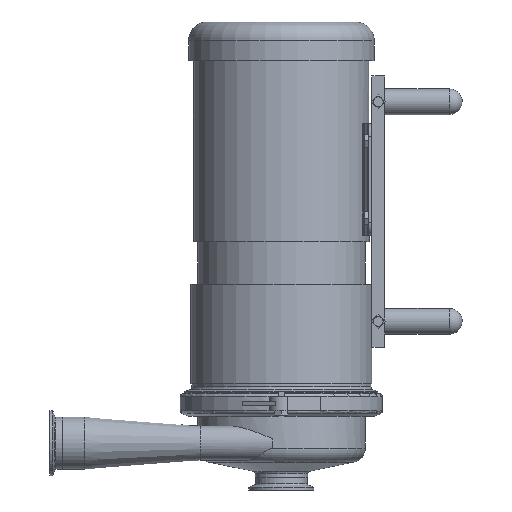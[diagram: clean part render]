
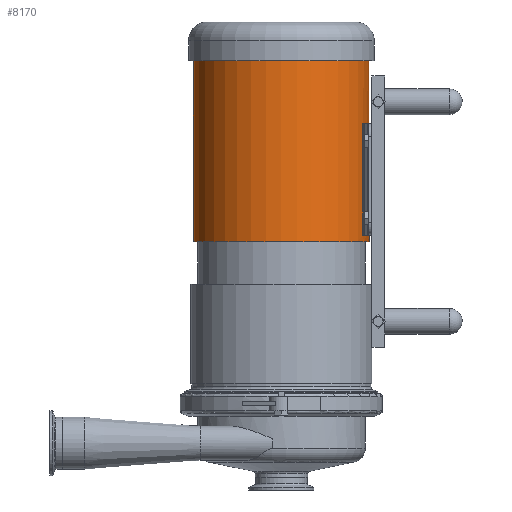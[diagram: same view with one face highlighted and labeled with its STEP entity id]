
A CAD part, left-side view. The second image highlights one B-rep face of the part: STEP entity #8170.
In plain terms, the highlighted cylindrical face has radius 86.487 mm (diameter 172.974 mm), a full revolution.
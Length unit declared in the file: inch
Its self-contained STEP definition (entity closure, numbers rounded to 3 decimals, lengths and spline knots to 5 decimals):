
#48=FACE_BOUND('',#1618,.T.);
#272=CYLINDRICAL_SURFACE('',#8912,3.405);
#605=CIRCLE('',#8866,3.405);
#606=CIRCLE('',#8867,3.405);
#609=CIRCLE('',#8871,3.405);
#610=CIRCLE('',#8872,3.405);
#633=CIRCLE('',#8913,3.405);
#634=CIRCLE('',#8914,3.405);
#635=CIRCLE('',#8915,3.405);
#636=CIRCLE('',#8916,3.405);
#637=CIRCLE('',#8917,3.405);
#638=CIRCLE('',#8918,3.405);
#1159=FACE_OUTER_BOUND('',#1617,.T.);
#1617=EDGE_LOOP('',(#6858,#6859,#6860,#6861,#6862,#6863,#6864,#6865,#6866,
#6867,#6868,#6869,#6870,#6871));
#1618=EDGE_LOOP('',(#6872,#6873,#6874,#6875));
#2225=LINE('',#14003,#2868);
#2253=LINE('',#14091,#2896);
#2254=LINE('',#14096,#2897);
#2255=LINE('',#14100,#2898);
#2256=LINE('',#14103,#2899);
#2257=LINE('',#14107,#2900);
#2868=VECTOR('',#10837,0.3937);
#2896=VECTOR('',#10921,0.3937);
#2897=VECTOR('',#10928,3.405);
#2898=VECTOR('',#10931,0.3937);
#2899=VECTOR('',#10934,3.405);
#2900=VECTOR('',#10937,0.3937);
#3613=VERTEX_POINT('',#13960);
#3614=VERTEX_POINT('',#13961);
#3617=VERTEX_POINT('',#13969);
#3618=VERTEX_POINT('',#13970);
#3627=VERTEX_POINT('',#14001);
#3628=VERTEX_POINT('',#14002);
#3659=VERTEX_POINT('',#14089);
#3660=VERTEX_POINT('',#14090);
#3661=VERTEX_POINT('',#14095);
#3662=VERTEX_POINT('',#14097);
#3663=VERTEX_POINT('',#14099);
#3664=VERTEX_POINT('',#14101);
#3665=VERTEX_POINT('',#14104);
#3666=VERTEX_POINT('',#14106);
#4721=EDGE_CURVE('',#3613,#3614,#605,.T.);
#4722=EDGE_CURVE('',#3614,#3613,#606,.T.);
#4725=EDGE_CURVE('',#3617,#3618,#609,.T.);
#4726=EDGE_CURVE('',#3618,#3617,#610,.T.);
#4742=EDGE_CURVE('',#3627,#3628,#2225,.T.);
#4786=EDGE_CURVE('',#3659,#3660,#2253,.T.);
#4789=EDGE_CURVE('',#3614,#3661,#2254,.T.);
#4790=EDGE_CURVE('',#3661,#3662,#633,.T.);
#4791=EDGE_CURVE('',#3662,#3663,#2255,.T.);
#4792=EDGE_CURVE('',#3663,#3664,#634,.T.);
#4793=EDGE_CURVE('',#3664,#3618,#2256,.T.);
#4794=EDGE_CURVE('',#3664,#3665,#635,.T.);
#4795=EDGE_CURVE('',#3665,#3666,#2257,.T.);
#4796=EDGE_CURVE('',#3666,#3661,#636,.T.);
#4797=EDGE_CURVE('',#3660,#3627,#637,.T.);
#4798=EDGE_CURVE('',#3628,#3659,#638,.T.);
#6858=ORIENTED_EDGE('',*,*,#4721,.F.);
#6859=ORIENTED_EDGE('',*,*,#4722,.F.);
#6860=ORIENTED_EDGE('',*,*,#4789,.T.);
#6861=ORIENTED_EDGE('',*,*,#4790,.T.);
#6862=ORIENTED_EDGE('',*,*,#4791,.T.);
#6863=ORIENTED_EDGE('',*,*,#4792,.T.);
#6864=ORIENTED_EDGE('',*,*,#4793,.T.);
#6865=ORIENTED_EDGE('',*,*,#4726,.T.);
#6866=ORIENTED_EDGE('',*,*,#4725,.T.);
#6867=ORIENTED_EDGE('',*,*,#4793,.F.);
#6868=ORIENTED_EDGE('',*,*,#4794,.T.);
#6869=ORIENTED_EDGE('',*,*,#4795,.T.);
#6870=ORIENTED_EDGE('',*,*,#4796,.T.);
#6871=ORIENTED_EDGE('',*,*,#4789,.F.);
#6872=ORIENTED_EDGE('',*,*,#4786,.T.);
#6873=ORIENTED_EDGE('',*,*,#4797,.T.);
#6874=ORIENTED_EDGE('',*,*,#4742,.T.);
#6875=ORIENTED_EDGE('',*,*,#4798,.T.);
#8170=ADVANCED_FACE('',(#1159,#48),#272,.T.);
#8866=AXIS2_PLACEMENT_3D('',#13962,#10794,#10795);
#8867=AXIS2_PLACEMENT_3D('',#13963,#10796,#10797);
#8871=AXIS2_PLACEMENT_3D('',#13971,#10804,#10805);
#8872=AXIS2_PLACEMENT_3D('',#13972,#10806,#10807);
#8912=AXIS2_PLACEMENT_3D('',#14094,#10926,#10927);
#8913=AXIS2_PLACEMENT_3D('',#14098,#10929,#10930);
#8914=AXIS2_PLACEMENT_3D('',#14102,#10932,#10933);
#8915=AXIS2_PLACEMENT_3D('',#14105,#10935,#10936);
#8916=AXIS2_PLACEMENT_3D('',#14108,#10938,#10939);
#8917=AXIS2_PLACEMENT_3D('',#14109,#10940,#10941);
#8918=AXIS2_PLACEMENT_3D('',#14110,#10942,#10943);
#10794=DIRECTION('center_axis',(0.,0.,-1.));
#10795=DIRECTION('ref_axis',(0.,-1.,0.));
#10796=DIRECTION('center_axis',(0.,0.,-1.));
#10797=DIRECTION('ref_axis',(0.,-1.,0.));
#10804=DIRECTION('center_axis',(0.,0.,-1.));
#10805=DIRECTION('ref_axis',(0.,-1.,0.));
#10806=DIRECTION('center_axis',(0.,0.,-1.));
#10807=DIRECTION('ref_axis',(0.,-1.,0.));
#10837=DIRECTION('',(0.,0.,1.));
#10921=DIRECTION('',(0.,0.,-1.));
#10926=DIRECTION('center_axis',(0.,0.,-1.));
#10927=DIRECTION('ref_axis',(-1.,0.,0.));
#10928=DIRECTION('',(0.,0.,1.));
#10929=DIRECTION('center_axis',(0.,0.,-1.));
#10930=DIRECTION('ref_axis',(-1.,0.,0.));
#10931=DIRECTION('',(0.,0.,1.));
#10932=DIRECTION('center_axis',(0.,0.,1.));
#10933=DIRECTION('ref_axis',(-1.,0.,0.));
#10934=DIRECTION('',(0.,0.,1.));
#10935=DIRECTION('center_axis',(0.,0.,1.));
#10936=DIRECTION('ref_axis',(-1.,0.,0.));
#10937=DIRECTION('',(0.,0.,-1.));
#10938=DIRECTION('center_axis',(0.,0.,-1.));
#10939=DIRECTION('ref_axis',(-1.,0.,0.));
#10940=DIRECTION('center_axis',(0.,0.,-1.));
#10941=DIRECTION('ref_axis',(-1.,0.,0.));
#10942=DIRECTION('center_axis',(0.,0.,1.));
#10943=DIRECTION('ref_axis',(-1.,0.,0.));
#13960=CARTESIAN_POINT('',(-3.405,0.,6.282));
#13961=CARTESIAN_POINT('',(3.405,0.,6.282));
#13962=CARTESIAN_POINT('Origin',(0.,0.,6.282));
#13963=CARTESIAN_POINT('Origin',(0.,0.,6.282));
#13969=CARTESIAN_POINT('',(-3.405,0.,13.282));
#13970=CARTESIAN_POINT('',(3.405,0.,13.282));
#13971=CARTESIAN_POINT('Origin',(0.,0.,13.282));
#13972=CARTESIAN_POINT('Origin',(0.,0.,13.282));
#14001=CARTESIAN_POINT('',(-1.28817,-3.15193,6.532));
#14002=CARTESIAN_POINT('',(-1.28817,-3.15193,10.852));
#14003=CARTESIAN_POINT('',(-1.28817,-3.15193,6.532));
#14089=CARTESIAN_POINT('',(1.28817,-3.15193,10.852));
#14090=CARTESIAN_POINT('',(1.28817,-3.15193,6.532));
#14091=CARTESIAN_POINT('',(1.28817,-3.15193,6.532));
#14094=CARTESIAN_POINT('Origin',(0.,0.,9.782));
#14095=CARTESIAN_POINT('',(3.405,0.,9.522));
#14096=CARTESIAN_POINT('',(3.405,0.,9.782));
#14097=CARTESIAN_POINT('',(2.94882,-1.7025,9.522));
#14098=CARTESIAN_POINT('Origin',(0.,0.,9.522));
#14099=CARTESIAN_POINT('',(2.94882,-1.7025,12.522));
#14100=CARTESIAN_POINT('',(2.94882,-1.7025,9.782));
#14101=CARTESIAN_POINT('',(3.405,0.,12.522));
#14102=CARTESIAN_POINT('Origin',(0.,0.,12.522));
#14103=CARTESIAN_POINT('',(3.405,0.,9.782));
#14104=CARTESIAN_POINT('',(2.94882,1.7025,12.522));
#14105=CARTESIAN_POINT('Origin',(0.,0.,12.522));
#14106=CARTESIAN_POINT('',(2.94882,1.7025,9.522));
#14107=CARTESIAN_POINT('',(2.94882,1.7025,9.782));
#14108=CARTESIAN_POINT('Origin',(0.,0.,9.522));
#14109=CARTESIAN_POINT('Origin',(0.,0.,6.532));
#14110=CARTESIAN_POINT('Origin',(0.,0.,10.852));
